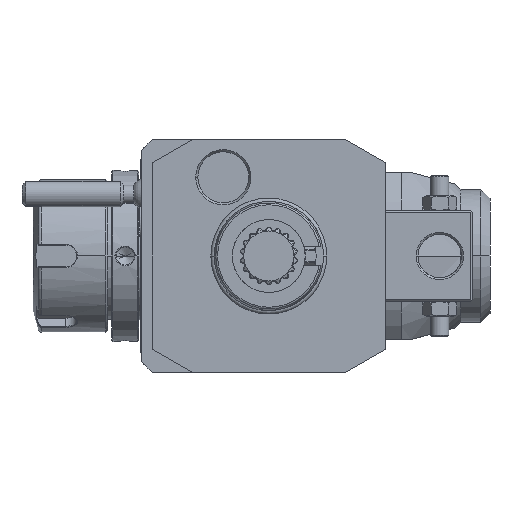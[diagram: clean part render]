
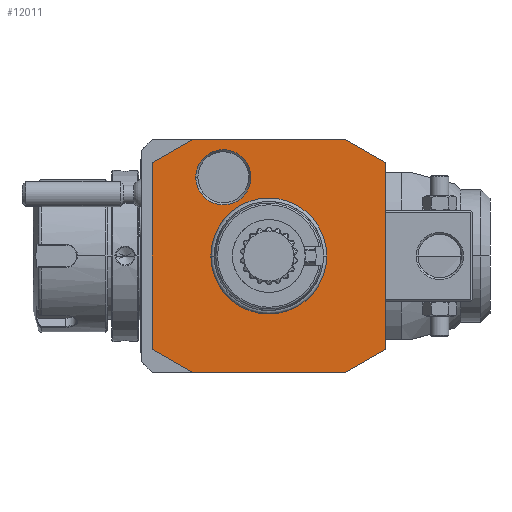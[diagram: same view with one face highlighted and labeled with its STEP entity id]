
A CAD part, front view. The second image highlights one B-rep face of the part: STEP entity #12011.
In plain terms, the highlighted planar face has unit normal (0, -1, 0).
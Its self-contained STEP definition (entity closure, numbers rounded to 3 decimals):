
#1=DIRECTION('',(0.866,0.,0.5));
#2=VECTOR('',#1,12.702);
#3=CARTESIAN_POINT('',(21.,0.,-32.));
#4=LINE('',#3,#2);
#5=DIRECTION('',(1.,0.,0.));
#6=VECTOR('',#5,42.);
#7=CARTESIAN_POINT('',(-21.,0.,-32.));
#8=LINE('',#7,#6);
#9=DIRECTION('',(0.866,0.,-0.5));
#10=VECTOR('',#9,12.702);
#11=CARTESIAN_POINT('',(-32.,0.,-25.649));
#12=LINE('',#11,#10);
#13=DIRECTION('',(0.,0.,-1.));
#14=VECTOR('',#13,51.298);
#15=CARTESIAN_POINT('',(-32.,0.,25.649));
#16=LINE('',#15,#14);
#17=DIRECTION('',(-0.866,0.,-0.5));
#18=VECTOR('',#17,12.702);
#19=CARTESIAN_POINT('',(-21.,0.,32.));
#20=LINE('',#19,#18);
#21=DIRECTION('',(-1.,0.,0.));
#22=VECTOR('',#21,42.);
#23=CARTESIAN_POINT('',(21.,0.,32.));
#24=LINE('',#23,#22);
#25=DIRECTION('',(-0.866,0.,0.5));
#26=VECTOR('',#25,12.702);
#27=CARTESIAN_POINT('',(32.,0.,25.649));
#28=LINE('',#27,#26);
#29=DIRECTION('',(0.,0.,1.));
#30=VECTOR('',#29,51.298);
#31=CARTESIAN_POINT('',(32.,0.,-25.649));
#32=LINE('',#31,#30);
#33=CARTESIAN_POINT('',(-12.5,0.,21.651));
#34=DIRECTION('',(0.,1.,0.));
#35=DIRECTION('',(1.,0.,0.));
#36=AXIS2_PLACEMENT_3D('',#33,#34,#35);
#38=CARTESIAN_POINT('',(-12.5,0.,21.651));
#39=DIRECTION('',(0.,1.,0.));
#40=DIRECTION('',(-1.,0.,0.));
#41=AXIS2_PLACEMENT_3D('',#38,#39,#40);
#7017=CARTESIAN_POINT('',(0.,0.,0.));
#7018=DIRECTION('',(0.,-1.,0.));
#7019=DIRECTION('',(1.,0.,0.));
#7020=AXIS2_PLACEMENT_3D('',#7017,#7018,#7019);
#7022=CARTESIAN_POINT('',(0.,0.,0.));
#7023=DIRECTION('',(0.,-1.,0.));
#7024=DIRECTION('',(-1.,0.,0.));
#7025=AXIS2_PLACEMENT_3D('',#7022,#7023,#7024);
#10773=CARTESIAN_POINT('',(-4.923,0.,
21.651));
#10774=CARTESIAN_POINT('',(-20.077,0.,
21.651));
#10775=VERTEX_POINT('',#10773);
#10776=VERTEX_POINT('',#10774);
#11640=CARTESIAN_POINT('',(21.,0.,-32.));
#11641=CARTESIAN_POINT('',(32.,0.,-25.649));
#11642=VERTEX_POINT('',#11640);
#11643=VERTEX_POINT('',#11641);
#11644=CARTESIAN_POINT('',(32.,0.,25.649));
#11645=VERTEX_POINT('',#11644);
#11646=CARTESIAN_POINT('',(21.,0.,32.));
#11647=VERTEX_POINT('',#11646);
#11648=CARTESIAN_POINT('',(-21.,0.,32.));
#11649=VERTEX_POINT('',#11648);
#11650=CARTESIAN_POINT('',(-32.,0.,25.649));
#11651=VERTEX_POINT('',#11650);
#11652=CARTESIAN_POINT('',(-32.,0.,-25.649));
#11653=VERTEX_POINT('',#11652);
#11654=CARTESIAN_POINT('',(-21.,0.,-32.));
#11655=VERTEX_POINT('',#11654);
#11848=CARTESIAN_POINT('',(15.783,0.,0.));
#11849=CARTESIAN_POINT('',(-15.783,0.,0.));
#11850=VERTEX_POINT('',#11848);
#11851=VERTEX_POINT('',#11849);
#11976=CARTESIAN_POINT('',(0.,0.,0.));
#11977=DIRECTION('',(0.,-1.,0.));
#11978=DIRECTION('',(-1.,0.,0.));
#11979=AXIS2_PLACEMENT_3D('',#11976,#11977,#11978);
#11980=PLANE('',#11979);
#11982=ORIENTED_EDGE('',*,*,#11981,.F.);
#11984=ORIENTED_EDGE('',*,*,#11983,.F.);
#11986=ORIENTED_EDGE('',*,*,#11985,.F.);
#11988=ORIENTED_EDGE('',*,*,#11987,.F.);
#11990=ORIENTED_EDGE('',*,*,#11989,.F.);
#11992=ORIENTED_EDGE('',*,*,#11991,.F.);
#11994=ORIENTED_EDGE('',*,*,#11993,.F.);
#11996=ORIENTED_EDGE('',*,*,#11995,.F.);
#11997=EDGE_LOOP('',(#11982,#11984,#11986,#11988,#11990,#11992,#11994,#11996));
#11998=FACE_OUTER_BOUND('',#11997,.F.);
#12000=ORIENTED_EDGE('',*,*,#11999,.T.);
#12002=ORIENTED_EDGE('',*,*,#12001,.T.);
#12003=EDGE_LOOP('',(#12000,#12002));
#12004=FACE_BOUND('',#12003,.F.);
#12006=ORIENTED_EDGE('',*,*,#12005,.F.);
#12008=ORIENTED_EDGE('',*,*,#12007,.F.);
#12009=EDGE_LOOP('',(#12006,#12008));
#12010=FACE_BOUND('',#12009,.F.);
#37=CIRCLE('',#36,7.577);
#42=CIRCLE('',#41,7.577);
#7021=CIRCLE('',#7020,15.783);
#7026=CIRCLE('',#7025,15.783);
#11981=EDGE_CURVE('',#11642,#11643,#4,.T.);
#11983=EDGE_CURVE('',#11655,#11642,#8,.T.);
#11985=EDGE_CURVE('',#11653,#11655,#12,.T.);
#11987=EDGE_CURVE('',#11651,#11653,#16,.T.);
#11989=EDGE_CURVE('',#11649,#11651,#20,.T.);
#11991=EDGE_CURVE('',#11647,#11649,#24,.T.);
#11993=EDGE_CURVE('',#11645,#11647,#28,.T.);
#11995=EDGE_CURVE('',#11643,#11645,#32,.T.);
#11999=EDGE_CURVE('',#11850,#11851,#7021,.T.);
#12001=EDGE_CURVE('',#11851,#11850,#7026,.T.);
#12005=EDGE_CURVE('',#10775,#10776,#37,.T.);
#12007=EDGE_CURVE('',#10776,#10775,#42,.T.);
#12011=ADVANCED_FACE('',(#11998,#12004,#12010),#11980,.T.);
